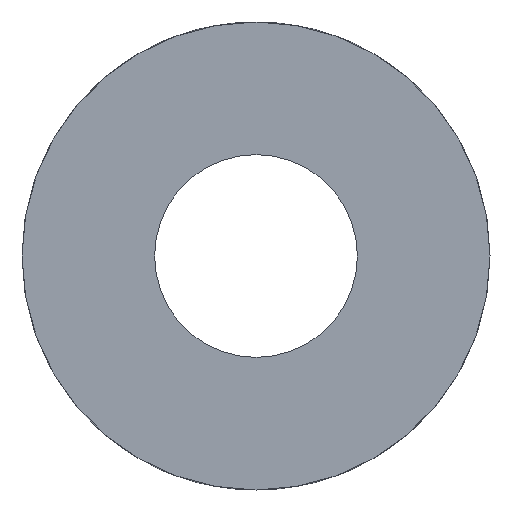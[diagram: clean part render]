
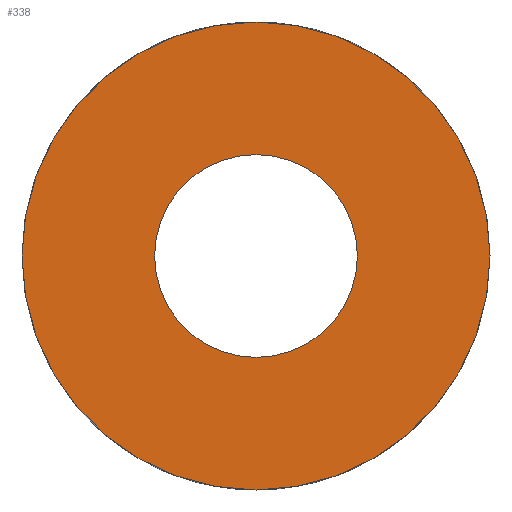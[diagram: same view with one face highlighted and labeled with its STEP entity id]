
A CAD part, left-side view. The second image highlights one B-rep face of the part: STEP entity #338.
In plain terms, the highlighted planar face has unit normal (-1, 0, 0).
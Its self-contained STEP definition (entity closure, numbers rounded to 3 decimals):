
#9 = DIRECTION ( 'NONE',  ( 0., 0., -1. ) ) ;
#18 = EDGE_CURVE ( 'NONE', #1370, #157, #1378, .T. ) ;
#43 = EDGE_CURVE ( 'NONE', #829, #1252, #160, .T. ) ;
#120 = FACE_BOUND ( 'NONE', #1229, .T. ) ;
#121 = EDGE_CURVE ( 'NONE', #157, #1370, #1876, .T. ) ;
#157 = VERTEX_POINT ( 'NONE', #470 ) ;
#160 = CIRCLE ( 'NONE', #843, 7.5 ) ;
#212 = AXIS2_PLACEMENT_3D ( 'NONE', #577, #258, #1934 ) ;
#258 = DIRECTION ( 'NONE',  ( -1., 0., 0. ) ) ;
#263 = CARTESIAN_POINT ( 'NONE',  ( 0., 0., 0. ) ) ;
#291 = DIRECTION ( 'NONE',  ( 1., 0., 0. ) ) ;
#338 = ADVANCED_FACE ( 'NONE', ( #120, #1329 ), #1339, .T. ) ;
#371 = DIRECTION ( 'NONE',  ( 1., 0., 0. ) ) ;
#426 = ORIENTED_EDGE ( 'NONE', *, *, #1480, .F. ) ;
#468 = AXIS2_PLACEMENT_3D ( 'NONE', #263, #1919, #9 ) ;
#470 = CARTESIAN_POINT ( 'NONE',  ( 0., 0., 3.25 ) ) ;
#486 = DIRECTION ( 'NONE',  ( 0., 0., -1. ) ) ;
#494 = CARTESIAN_POINT ( 'NONE',  ( 0., 7.5, 0. ) ) ;
#565 = ORIENTED_EDGE ( 'NONE', *, *, #43, .F. ) ;
#577 = CARTESIAN_POINT ( 'NONE',  ( 0., 0., 0. ) ) ;
#759 = ORIENTED_EDGE ( 'NONE', *, *, #121, .T. ) ;
#829 = VERTEX_POINT ( 'NONE', #494 ) ;
#843 = AXIS2_PLACEMENT_3D ( 'NONE', #1729, #371, #1402 ) ;
#1104 = CIRCLE ( 'NONE', #1266, 7.5 ) ;
#1229 = EDGE_LOOP ( 'NONE', ( #1883, #759 ) ) ;
#1240 = CARTESIAN_POINT ( 'NONE',  ( 0., 0., 0. ) ) ;
#1252 = VERTEX_POINT ( 'NONE', #1717 ) ;
#1266 = AXIS2_PLACEMENT_3D ( 'NONE', #1413, #291, #1696 ) ;
#1329 = FACE_OUTER_BOUND ( 'NONE', #1657, .T. ) ;
#1339 = PLANE ( 'NONE',  #212 ) ;
#1370 = VERTEX_POINT ( 'NONE', #1471 ) ;
#1378 = CIRCLE ( 'NONE', #1761, 3.25 ) ;
#1402 = DIRECTION ( 'NONE',  ( 0., 1., 0. ) ) ;
#1413 = CARTESIAN_POINT ( 'NONE',  ( 0., 0., 0. ) ) ;
#1471 = CARTESIAN_POINT ( 'NONE',  ( 0., 0., -3.25 ) ) ;
#1480 = EDGE_CURVE ( 'NONE', #1252, #829, #1104, .T. ) ;
#1657 = EDGE_LOOP ( 'NONE', ( #565, #426 ) ) ;
#1696 = DIRECTION ( 'NONE',  ( 0., 1., 0. ) ) ;
#1717 = CARTESIAN_POINT ( 'NONE',  ( 0., -7.5, 0. ) ) ;
#1729 = CARTESIAN_POINT ( 'NONE',  ( 0., 0., 0. ) ) ;
#1761 = AXIS2_PLACEMENT_3D ( 'NONE', #1240, #1842, #486 ) ;
#1842 = DIRECTION ( 'NONE',  ( 1., 0., 0. ) ) ;
#1876 = CIRCLE ( 'NONE', #468, 3.25 ) ;
#1883 = ORIENTED_EDGE ( 'NONE', *, *, #18, .T. ) ;
#1919 = DIRECTION ( 'NONE',  ( 1., 0., 0. ) ) ;
#1934 = DIRECTION ( 'NONE',  ( 0., -1., 0. ) ) ;
